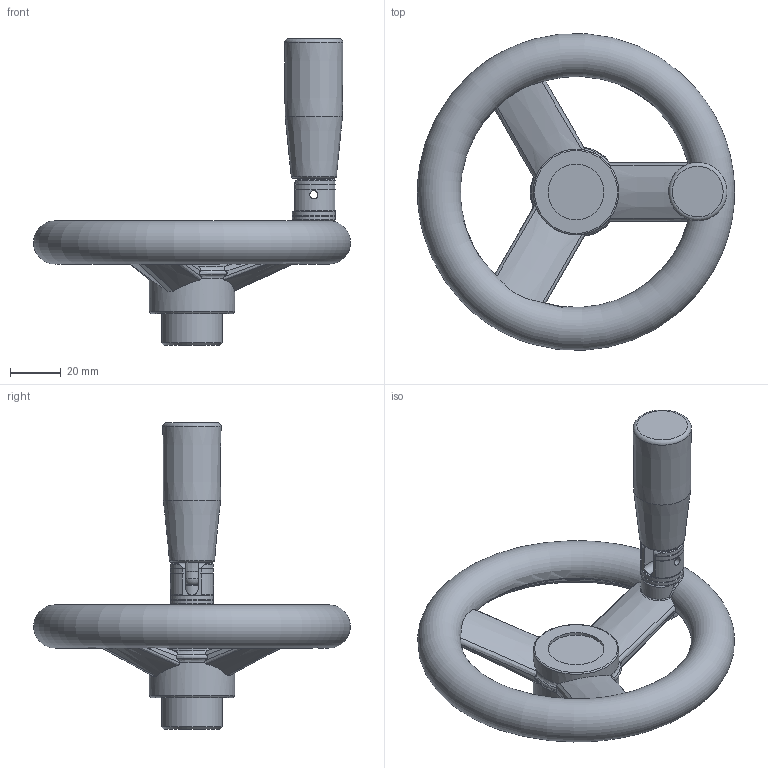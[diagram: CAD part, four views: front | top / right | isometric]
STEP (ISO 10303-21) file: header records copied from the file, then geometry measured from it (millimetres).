
FILE_DESCRIPTION( ( 'Unknown' ), '1' );
FILE_NAME( '6153005_VRA125-MR.stp', 'Unknown', ( 'Unknown' ), ( 'Unknown' ), 'PSStep 10.0', 'Unknown', ' ' );
FILE_SCHEMA( ( 'automotive_design' ) );
Length unit declared in the file: millimetre
Products named in the file (2): 1831050
Bounding box: 124.98 x 124.81 x 120.81 mm (x, y, z)
Volume: 133965.4 mm3; surface area: 39003 mm2
Topology: 2 solids, 2 shells, 184 faces, 500 edges, 315 vertices
Faces by surface type: plane 69, cylinder 37, bspline 28, cone 26, torus 23, sphere 1
Full cylindrical faces by diameter (mm): 3.2 x2, 3.5 x1, 6 x2, 6.4 x1, 6.5 x1, 7 x1, 8.2 x1, 9 x1, 10 x2, 12 x1, 12.15 x1, 12.2 x1, 17 x2, 22 x1, 24 x1, 33.7 x2
Entity records: 10329 total; most frequent: CARTESIAN_POINT 4833, ORIENTED_EDGE 866, DIRECTION 713, EDGE_CURVE 433, AXIS2_PLACEMENT_3D 305, VERTEX_POINT 295, EDGE_LOOP 245, FACE_OUTER_BOUND 214
